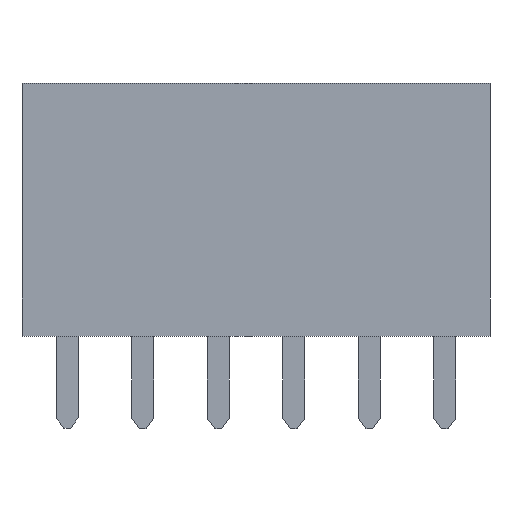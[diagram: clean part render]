
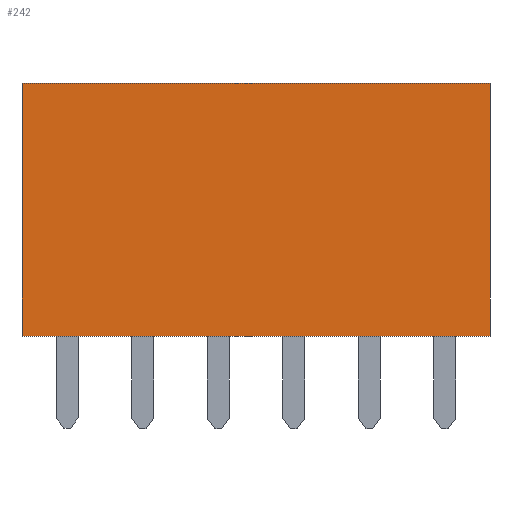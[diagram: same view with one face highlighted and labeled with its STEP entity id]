
A CAD part, front view. The second image highlights one B-rep face of the part: STEP entity #242.
In plain terms, the highlighted planar face has unit normal (0, -1, 0).
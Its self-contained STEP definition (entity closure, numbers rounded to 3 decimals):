
#242 = ADVANCED_FACE( '', ( #519 ), #520, .T. );
#519 = FACE_OUTER_BOUND( '', #866, .T. );
#520 = PLANE( '', #867 );
#866 = EDGE_LOOP( '', ( #1271, #1272, #1273, #1274 ) );
#867 = AXIS2_PLACEMENT_3D( '', #1275, #1276, #1277 );
#1271 = ORIENTED_EDGE( '', *, *, #2240, .T. );
#1272 = ORIENTED_EDGE( '', *, *, #2241, .T. );
#1273 = ORIENTED_EDGE( '', *, *, #2242, .T. );
#1274 = ORIENTED_EDGE( '', *, *, #2243, .T. );
#1275 = CARTESIAN_POINT( '', ( 0., -1.25, 0. ) );
#1276 = DIRECTION( '', ( 0., -1., 0. ) );
#1277 = DIRECTION( '', ( 0., 0., -1. ) );
#2240 = EDGE_CURVE( '', #2683, #2684, #2685, .T. );
#2241 = EDGE_CURVE( '', #2684, #2686, #2687, .T. );
#2242 = EDGE_CURVE( '', #2686, #2688, #2689, .T. );
#2243 = EDGE_CURVE( '', #2688, #2683, #2690, .T. );
#2683 = VERTEX_POINT( '', #3309 );
#2684 = VERTEX_POINT( '', #3310 );
#2685 = LINE( '', #3311, #3312 );
#2686 = VERTEX_POINT( '', #3313 );
#2687 = LINE( '', #3314, #3315 );
#2688 = VERTEX_POINT( '', #3316 );
#2689 = LINE( '', #3317, #3318 );
#2690 = LINE( '', #3319, #3320 );
#3309 = CARTESIAN_POINT( '', ( 7.87, -1.25, 4.25 ) );
#3310 = CARTESIAN_POINT( '', ( -7.87, -1.25, 4.25 ) );
#3311 = CARTESIAN_POINT( '', ( 7.87, -1.25, 4.25 ) );
#3312 = VECTOR( '', #4068, 1000. );
#3313 = CARTESIAN_POINT( '', ( -7.87, -1.25, -4.25 ) );
#3314 = CARTESIAN_POINT( '', ( -7.87, -1.25, 4.25 ) );
#3315 = VECTOR( '', #4069, 1000. );
#3316 = CARTESIAN_POINT( '', ( 7.87, -1.25, -4.25 ) );
#3317 = CARTESIAN_POINT( '', ( -7.87, -1.25, -4.25 ) );
#3318 = VECTOR( '', #4070, 1000. );
#3319 = CARTESIAN_POINT( '', ( 7.87, -1.25, -4.25 ) );
#3320 = VECTOR( '', #4071, 1000. );
#4068 = DIRECTION( '', ( -1., 0., 0. ) );
#4069 = DIRECTION( '', ( 0., 0., -1. ) );
#4070 = DIRECTION( '', ( 1., 0., 0. ) );
#4071 = DIRECTION( '', ( 0., 0., 1. ) );
